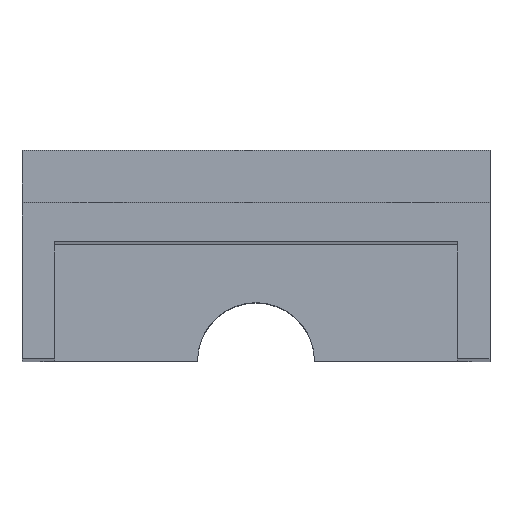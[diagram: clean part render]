
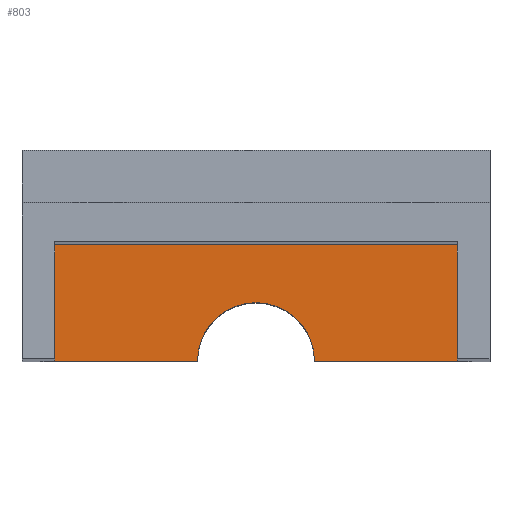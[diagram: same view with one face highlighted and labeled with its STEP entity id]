
A CAD part, top view. The second image highlights one B-rep face of the part: STEP entity #803.
In plain terms, the highlighted planar face has unit normal (0, 0, 1).
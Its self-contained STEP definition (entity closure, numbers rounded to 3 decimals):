
#59=PLANE('',#901);
#99=FACE_OUTER_BOUND('',#147,.T.);
#147=EDGE_LOOP('',(#679,#680,#681,#682,#683,#684));
#215=LINE('',#1266,#279);
#234=LINE('',#1343,#298);
#235=LINE('',#1345,#299);
#236=LINE('',#1347,#300);
#237=LINE('',#1348,#301);
#279=VECTOR('',#1031,10.);
#298=VECTOR('',#1118,10.);
#299=VECTOR('',#1119,10.);
#300=VECTOR('',#1120,10.);
#301=VECTOR('',#1121,10.);
#336=CIRCLE('',#873,4.5);
#396=VERTEX_POINT('',#1263);
#397=VERTEX_POINT('',#1265);
#401=VERTEX_POINT('',#1277);
#421=VERTEX_POINT('',#1342);
#422=VERTEX_POINT('',#1344);
#423=VERTEX_POINT('',#1346);
#483=EDGE_CURVE('',#396,#397,#215,.T.);
#489=EDGE_CURVE('',#397,#401,#336,.T.);
#522=EDGE_CURVE('',#421,#396,#234,.T.);
#523=EDGE_CURVE('',#422,#421,#235,.T.);
#524=EDGE_CURVE('',#423,#422,#236,.T.);
#525=EDGE_CURVE('',#401,#423,#237,.T.);
#679=ORIENTED_EDGE('',*,*,#489,.F.);
#680=ORIENTED_EDGE('',*,*,#483,.F.);
#681=ORIENTED_EDGE('',*,*,#522,.F.);
#682=ORIENTED_EDGE('',*,*,#523,.F.);
#683=ORIENTED_EDGE('',*,*,#524,.F.);
#684=ORIENTED_EDGE('',*,*,#525,.F.);
#803=ADVANCED_FACE('',(#99),#59,.F.);
#873=AXIS2_PLACEMENT_3D('',#1278,#1044,#1045);
#901=AXIS2_PLACEMENT_3D('',#1341,#1116,#1117);
#1031=DIRECTION('',(-1.,0.,0.));
#1044=DIRECTION('center_axis',(0.,0.,1.));
#1045=DIRECTION('ref_axis',(1.,0.,0.));
#1116=DIRECTION('center_axis',(0.,0.,-1.));
#1117=DIRECTION('ref_axis',(-1.,0.,0.));
#1118=DIRECTION('',(0.,-1.,0.));
#1119=DIRECTION('',(1.,0.,0.));
#1120=DIRECTION('',(0.,1.,0.));
#1121=DIRECTION('',(-1.,0.,0.));
#1263=CARTESIAN_POINT('',(15.5,0.,20.));
#1265=CARTESIAN_POINT('',(4.5,0.,20.));
#1266=CARTESIAN_POINT('',(-8.75,0.,20.));
#1277=CARTESIAN_POINT('',(-4.5,0.,20.));
#1278=CARTESIAN_POINT('Origin',(0.,0.,20.));
#1341=CARTESIAN_POINT('Origin',(0.,4.5,20.));
#1342=CARTESIAN_POINT('',(15.5,9.,20.));
#1343=CARTESIAN_POINT('',(15.5,9.,20.));
#1344=CARTESIAN_POINT('',(-15.5,9.,20.));
#1345=CARTESIAN_POINT('',(-15.5,9.,20.));
#1346=CARTESIAN_POINT('',(-15.5,0.,20.));
#1347=CARTESIAN_POINT('',(-15.5,0.,20.));
#1348=CARTESIAN_POINT('',(-8.75,0.,20.));
